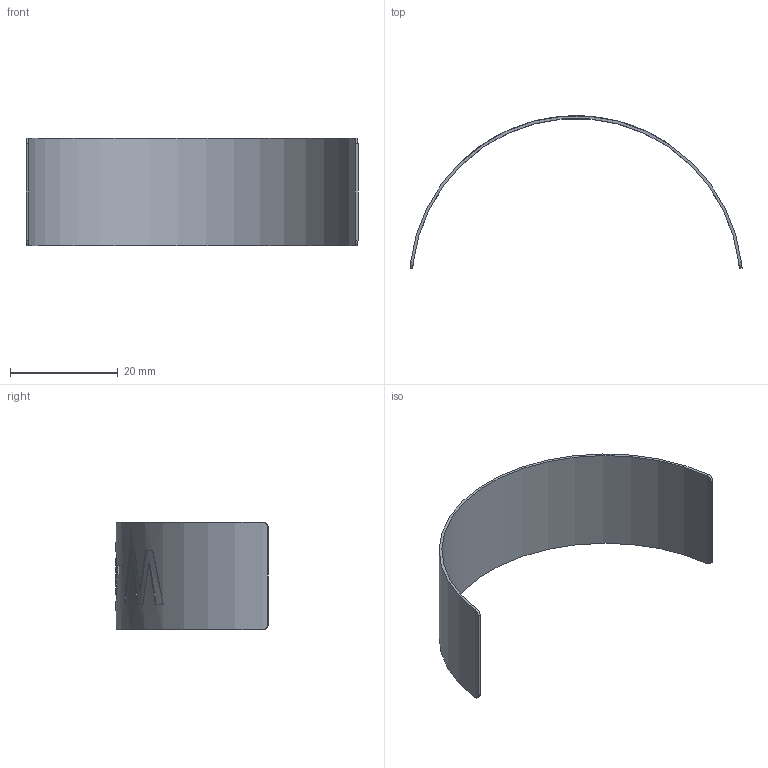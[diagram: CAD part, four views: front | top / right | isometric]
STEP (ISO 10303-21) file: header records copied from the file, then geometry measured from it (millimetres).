
FILE_DESCRIPTION (( 'STEP AP203' ), '1' );
FILE_NAME ('3435-50-021-02_REV_.step', '2025-11-20T01:08:06', ( '' ), ( '' ), 'SwSTEP 2.0', 'SolidWorks 2025', '' );
FILE_SCHEMA (( 'CONFIG_CONTROL_DESIGN' ));
Length unit declared in the file: millimetre
Products named in the file (1): 3435-50-021-02_REV_
Bounding box: 61.76 x 28.34 x 20 mm (x, y, z)
Volume: 877.4 mm3; surface area: 3798.7 mm2
Topology: 1 solids, 1 shells, 61 faces, 159 edges, 106 vertices
Faces by surface type: bspline 26, plane 23, cylinder 12
Entity records: 7202 total; most frequent: CARTESIAN_POINT 5859, ORIENTED_EDGE 318, DIRECTION 164, EDGE_CURVE 159, VERTEX_POINT 106, B_SPLINE_CURVE_WITH_KNOTS 95, EDGE_LOOP 67, AXIS2_PLACEMENT_3D 64
